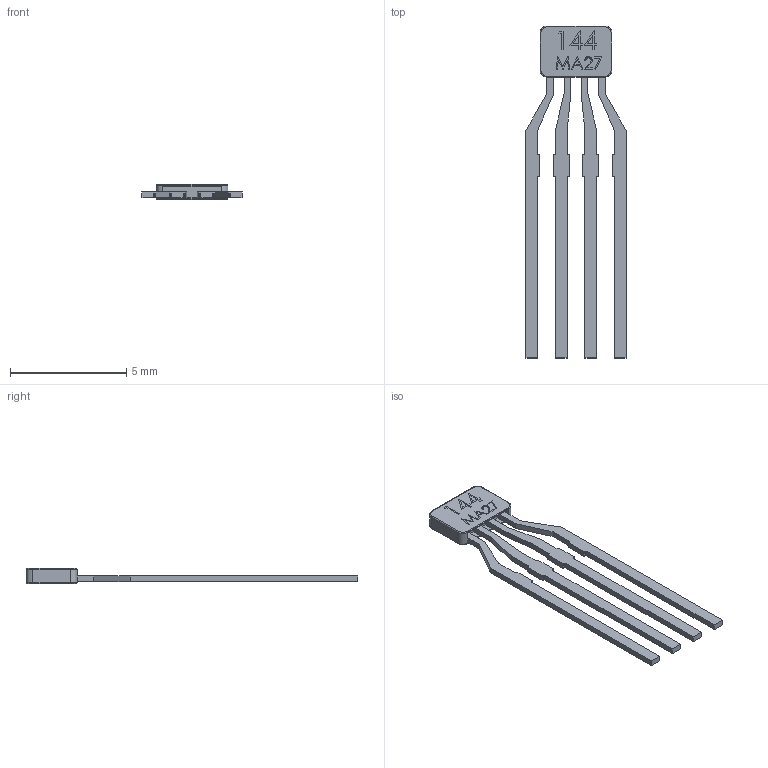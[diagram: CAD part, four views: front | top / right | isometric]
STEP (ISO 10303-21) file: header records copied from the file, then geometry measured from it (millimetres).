
FILE_DESCRIPTION (( 'STEP AP214' ), '1' );
FILE_NAME ('HE144P.STEP', '2016-12-25T02:03:15', ( '' ), ( '' ), 'SwSTEP 2.0', 'SolidWorks 2014', '' );
FILE_SCHEMA (( 'AUTOMOTIVE_DESIGN' ));
Length unit declared in the file: millimetre
Products named in the file (1): HE144P
Bounding box: 4.31 x 14.3 x 0.65 mm (x, y, z)
Volume: 9.9 mm3; surface area: 94.5 mm2
Topology: 1 solids, 1 shells, 202 faces, 542 edges, 352 vertices
Faces by surface type: plane 152, cylinder 36, torus 8, bspline 6
Entity records: 7027 total; most frequent: CARTESIAN_POINT 1503, ORIENTED_EDGE 1084, DIRECTION 1004, EDGE_CURVE 542, VECTOR 450, LINE 450, VERTEX_POINT 352, AXIS2_PLACEMENT_3D 277
